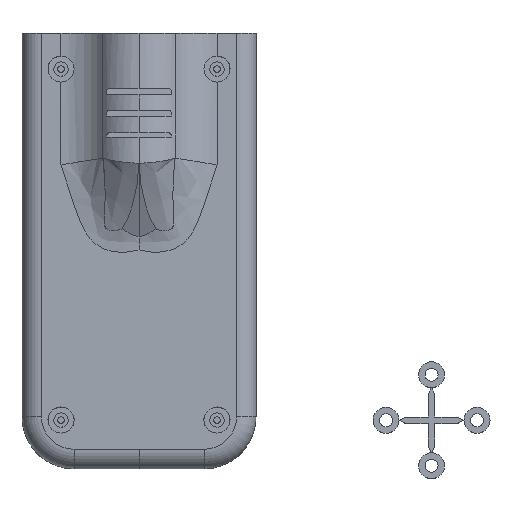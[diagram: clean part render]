
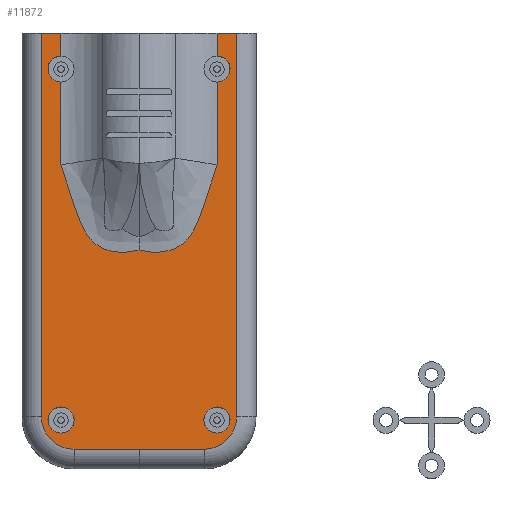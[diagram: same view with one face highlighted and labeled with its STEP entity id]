
A CAD part, top view. The second image highlights one B-rep face of the part: STEP entity #11872.
In plain terms, the highlighted planar face has unit normal (0, 0, 1).
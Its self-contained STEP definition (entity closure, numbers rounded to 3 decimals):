
#16=ELLIPSE('',#12917,2.009,2.008);
#18=ELLIPSE('',#12919,2.009,2.008);
#24=ELLIPSE('',#12965,2.009,2.008);
#25=ELLIPSE('',#12967,2.009,2.008);
#229=B_SPLINE_CURVE_WITH_KNOTS('',3,(#20382,#20383,#20384,#20385,#20386,
#20387,#20388,#20389,#20390,#20391,#20392),.UNSPECIFIED.,.F.,.F.,(4,1,1,
1,1,1,1,1,4),(-0.26,-0.021,0.279,0.43,
0.58,0.731,0.881,1.483,1.783),
 .UNSPECIFIED.);
#252=B_SPLINE_CURVE_WITH_KNOTS('',3,(#20858,#20859,#20860,#20861,#20862,
#20863,#20864,#20865,#20866,#20867,#20868,#20869,#20870),.UNSPECIFIED.,
 .F.,.F.,(4,1,1,1,1,1,1,1,1,1,4),(-0.26,-0.021,
0.279,0.43,0.505,0.58,
0.731,0.881,1.182,1.483,1.783),
 .UNSPECIFIED.);
#710=FACE_BOUND('',#2330,.T.);
#711=FACE_BOUND('',#2331,.T.);
#990=PLANE('',#12964);
#1585=FACE_OUTER_BOUND('',#2329,.T.);
#2329=EDGE_LOOP('',(#9827,#9828,#9829,#9830,#9831,#9832,#9833,#9834,#9835,
#9836,#9837,#9838,#9839,#9840,#9841,#9842,#9843));
#2330=EDGE_LOOP('',(#9844));
#2331=EDGE_LOOP('',(#9845));
#3042=LINE('',#20247,#3998);
#3047=LINE('',#20263,#4003);
#3062=LINE('',#20467,#4018);
#3064=LINE('',#20470,#4020);
#3080=LINE('',#20800,#4036);
#3095=LINE('',#20872,#4051);
#3096=LINE('',#20876,#4052);
#3097=LINE('',#20878,#4053);
#3098=LINE('',#20880,#4054);
#3099=LINE('',#20884,#4055);
#3100=LINE('',#20885,#4056);
#3998=VECTOR('',#15263,10.);
#4003=VECTOR('',#15276,1.8);
#4018=VECTOR('',#15307,10.);
#4020=VECTOR('',#15309,10.);
#4036=VECTOR('',#15395,10.);
#4051=VECTOR('',#15438,10.);
#4052=VECTOR('',#15441,10.);
#4053=VECTOR('',#15442,1.8);
#4054=VECTOR('',#15443,10.);
#4055=VECTOR('',#15446,10.);
#4056=VECTOR('',#15447,10.);
#4871=CIRCLE('',#12899,5.);
#4899=CIRCLE('',#12966,5.);
#5591=VERTEX_POINT('',#20235);
#5593=VERTEX_POINT('',#20238);
#5596=VERTEX_POINT('',#20245);
#5603=VERTEX_POINT('',#20261);
#5622=VERTEX_POINT('',#20376);
#5623=VERTEX_POINT('',#20381);
#5625=VERTEX_POINT('',#20445);
#5627=VERTEX_POINT('',#20469);
#5630=VERTEX_POINT('',#20518);
#5661=VERTEX_POINT('',#20799);
#5670=VERTEX_POINT('',#20857);
#5671=VERTEX_POINT('',#20871);
#5672=VERTEX_POINT('',#20873);
#5673=VERTEX_POINT('',#20875);
#5674=VERTEX_POINT('',#20877);
#5675=VERTEX_POINT('',#20879);
#5676=VERTEX_POINT('',#20881);
#5677=VERTEX_POINT('',#20883);
#5678=VERTEX_POINT('',#20886);
#7022=EDGE_CURVE('',#5591,#5593,#4871,.T.);
#7026=EDGE_CURVE('',#5596,#5591,#3042,.T.);
#7034=EDGE_CURVE('',#5603,#5596,#3047,.T.);
#7055=EDGE_CURVE('',#5622,#5623,#229,.T.);
#7059=EDGE_CURVE('',#5625,#5603,#3062,.T.);
#7061=EDGE_CURVE('',#5623,#5627,#3064,.T.);
#7065=EDGE_CURVE('',#5625,#5627,#16,.T.);
#7068=EDGE_CURVE('',#5630,#5630,#18,.T.);
#7116=EDGE_CURVE('',#5593,#5661,#3080,.T.);
#7138=EDGE_CURVE('',#5622,#5670,#252,.T.);
#7139=EDGE_CURVE('',#5670,#5671,#3095,.T.);
#7140=EDGE_CURVE('',#5672,#5671,#24,.T.);
#7141=EDGE_CURVE('',#5672,#5673,#3096,.T.);
#7142=EDGE_CURVE('',#5673,#5674,#3097,.T.);
#7143=EDGE_CURVE('',#5674,#5675,#3098,.T.);
#7144=EDGE_CURVE('',#5675,#5676,#4899,.T.);
#7145=EDGE_CURVE('',#5676,#5677,#3099,.T.);
#7146=EDGE_CURVE('',#5677,#5661,#3100,.T.);
#7147=EDGE_CURVE('',#5678,#5678,#25,.T.);
#9827=ORIENTED_EDGE('',*,*,#7138,.T.);
#9828=ORIENTED_EDGE('',*,*,#7139,.T.);
#9829=ORIENTED_EDGE('',*,*,#7140,.F.);
#9830=ORIENTED_EDGE('',*,*,#7141,.T.);
#9831=ORIENTED_EDGE('',*,*,#7142,.T.);
#9832=ORIENTED_EDGE('',*,*,#7143,.T.);
#9833=ORIENTED_EDGE('',*,*,#7144,.T.);
#9834=ORIENTED_EDGE('',*,*,#7145,.T.);
#9835=ORIENTED_EDGE('',*,*,#7146,.T.);
#9836=ORIENTED_EDGE('',*,*,#7116,.F.);
#9837=ORIENTED_EDGE('',*,*,#7022,.F.);
#9838=ORIENTED_EDGE('',*,*,#7026,.F.);
#9839=ORIENTED_EDGE('',*,*,#7034,.F.);
#9840=ORIENTED_EDGE('',*,*,#7059,.F.);
#9841=ORIENTED_EDGE('',*,*,#7065,.T.);
#9842=ORIENTED_EDGE('',*,*,#7061,.F.);
#9843=ORIENTED_EDGE('',*,*,#7055,.F.);
#9844=ORIENTED_EDGE('',*,*,#7068,.T.);
#9845=ORIENTED_EDGE('',*,*,#7147,.F.);
#11872=ADVANCED_FACE('',(#1585,#710,#711),#990,.F.);
#12899=AXIS2_PLACEMENT_3D('',#20239,#15253,#15254);
#12917=AXIS2_PLACEMENT_3D('',#20497,#15312,#15313);
#12919=AXIS2_PLACEMENT_3D('',#20520,#15317,#15318);
#12964=AXIS2_PLACEMENT_3D('',#20856,#15436,#15437);
#12965=AXIS2_PLACEMENT_3D('',#20874,#15439,#15440);
#12966=AXIS2_PLACEMENT_3D('',#20882,#15444,#15445);
#12967=AXIS2_PLACEMENT_3D('',#20887,#15448,#15449);
#15253=DIRECTION('center_axis',(0.,0.,
-1.));
#15254=DIRECTION('ref_axis',(0.707,-0.707,0.));
#15263=DIRECTION('',(0.,-1.,0.));
#15276=DIRECTION('',(1.,0.,0.));
#15307=DIRECTION('',(0.,1.,0.));
#15309=DIRECTION('',(0.,1.,0.));
#15312=DIRECTION('center_axis',(0.,0.,
-1.));
#15313=DIRECTION('ref_axis',(0.,1.,0.));
#15317=DIRECTION('center_axis',(0.,0.,
-1.));
#15318=DIRECTION('ref_axis',(0.,1.,0.));
#15395=DIRECTION('',(-1.,0.,0.));
#15436=DIRECTION('center_axis',(0.,0.,
-1.));
#15437=DIRECTION('ref_axis',(-1.,0.,0.));
#15438=DIRECTION('',(0.,1.,0.));
#15439=DIRECTION('center_axis',(0.,0.,
1.));
#15440=DIRECTION('ref_axis',(0.,1.,0.));
#15441=DIRECTION('',(0.,1.,0.));
#15442=DIRECTION('',(-1.,0.,0.));
#15443=DIRECTION('',(0.,-1.,0.));
#15444=DIRECTION('center_axis',(0.,0.,
1.));
#15445=DIRECTION('ref_axis',(-0.707,-0.707,0.));
#15446=DIRECTION('',(1.,0.,0.));
#15447=DIRECTION('',(1.,0.,0.));
#15448=DIRECTION('center_axis',(0.,0.,
1.));
#15449=DIRECTION('ref_axis',(0.,1.,0.));
#20235=CARTESIAN_POINT('',(15.001,-59.,4.383));
#20238=CARTESIAN_POINT('',(10.001,-64.,4.383));
#20239=CARTESIAN_POINT('Origin',(10.001,-59.,4.383));
#20245=CARTESIAN_POINT('',(14.999,0.,4.383));
#20247=CARTESIAN_POINT('',(15.,-32.5,4.383));
#20261=CARTESIAN_POINT('',(12.011,0.,4.383));
#20263=CARTESIAN_POINT('',(-0.001,0.,4.383));
#20376=CARTESIAN_POINT('',(0.,-33.336,4.383));
#20381=CARTESIAN_POINT('',(12.011,-20.239,4.383));
#20382=CARTESIAN_POINT('Ctrl Pts',(0.,-33.336,
4.383));
#20383=CARTESIAN_POINT('Ctrl Pts',(0.768,-33.542,4.383));
#20384=CARTESIAN_POINT('Ctrl Pts',(2.554,-33.825,4.383));
#20385=CARTESIAN_POINT('Ctrl Pts',(4.872,-33.492,4.383));
#20386=CARTESIAN_POINT('Ctrl Pts',(6.654,-32.525,4.383));
#20387=CARTESIAN_POINT('Ctrl Pts',(7.728,-31.451,4.383));
#20388=CARTESIAN_POINT('Ctrl Pts',(8.509,-30.159,4.383));
#20389=CARTESIAN_POINT('Ctrl Pts',(9.735,-27.41,4.383));
#20390=CARTESIAN_POINT('Ctrl Pts',(10.769,-24.049,4.383));
#20391=CARTESIAN_POINT('Ctrl Pts',(11.696,-21.19,4.383));
#20392=CARTESIAN_POINT('Ctrl Pts',(12.011,-20.239,4.383));
#20445=CARTESIAN_POINT('',(12.011,-3.491,4.383));
#20467=CARTESIAN_POINT('',(12.011,-21.25,4.383));
#20469=CARTESIAN_POINT('',(12.011,-7.508,4.383));
#20470=CARTESIAN_POINT('',(12.011,-21.25,4.383));
#20497=CARTESIAN_POINT('Origin',(11.996,-5.5,4.383));
#20518=CARTESIAN_POINT('',(11.997,-61.508,4.383));
#20520=CARTESIAN_POINT('Origin',(11.997,-59.5,4.383));
#20799=CARTESIAN_POINT('',(0.001,-64.,4.383));
#20800=CARTESIAN_POINT('',(0.001,-64.,4.383));
#20856=CARTESIAN_POINT('Origin',(-0.001,-32.5,4.383));
#20857=CARTESIAN_POINT('',(-12.011,-20.239,4.383));
#20858=CARTESIAN_POINT('Ctrl Pts',(0.,-33.336,
4.383));
#20859=CARTESIAN_POINT('Ctrl Pts',(-0.768,-33.542,
4.383));
#20860=CARTESIAN_POINT('Ctrl Pts',(-2.553,-33.824,
4.383));
#20861=CARTESIAN_POINT('Ctrl Pts',(-4.874,-33.494,4.383));
#20862=CARTESIAN_POINT('Ctrl Pts',(-6.431,-32.645,4.383));
#20863=CARTESIAN_POINT('Ctrl Pts',(-7.193,-31.989,
4.383));
#20864=CARTESIAN_POINT('Ctrl Pts',(-7.857,-31.235,4.383));
#20865=CARTESIAN_POINT('Ctrl Pts',(-8.509,-30.158,4.383));
#20866=CARTESIAN_POINT('Ctrl Pts',(-9.332,-28.329,
4.383));
#20867=CARTESIAN_POINT('Ctrl Pts',(-10.167,-25.964,
4.383));
#20868=CARTESIAN_POINT('Ctrl Pts',(-11.087,-23.101,
4.383));
#20869=CARTESIAN_POINT('Ctrl Pts',(-11.696,-21.19,
4.383));
#20870=CARTESIAN_POINT('Ctrl Pts',(-12.011,-20.239,
4.383));
#20871=CARTESIAN_POINT('',(-12.011,-7.508,4.383));
#20872=CARTESIAN_POINT('',(-12.011,-21.25,4.383));
#20873=CARTESIAN_POINT('',(-12.011,-3.491,4.383));
#20874=CARTESIAN_POINT('Origin',(-11.996,-5.5,4.383));
#20875=CARTESIAN_POINT('',(-12.011,0.,4.383));
#20876=CARTESIAN_POINT('',(-12.011,-21.25,4.383));
#20877=CARTESIAN_POINT('',(-14.999,0.,4.383));
#20878=CARTESIAN_POINT('',(0.001,0.,4.383));
#20879=CARTESIAN_POINT('',(-15.001,-59.,4.383));
#20880=CARTESIAN_POINT('',(-15.,-32.5,4.383));
#20881=CARTESIAN_POINT('',(-10.001,-64.,4.383));
#20882=CARTESIAN_POINT('Origin',(-10.001,-59.,4.383));
#20883=CARTESIAN_POINT('',(-0.001,-64.,4.383));
#20884=CARTESIAN_POINT('',(-0.001,-64.,4.383));
#20885=CARTESIAN_POINT('',(0.001,-64.,4.383));
#20886=CARTESIAN_POINT('',(-11.997,-61.508,4.383));
#20887=CARTESIAN_POINT('Origin',(-11.997,-59.5,4.383));
